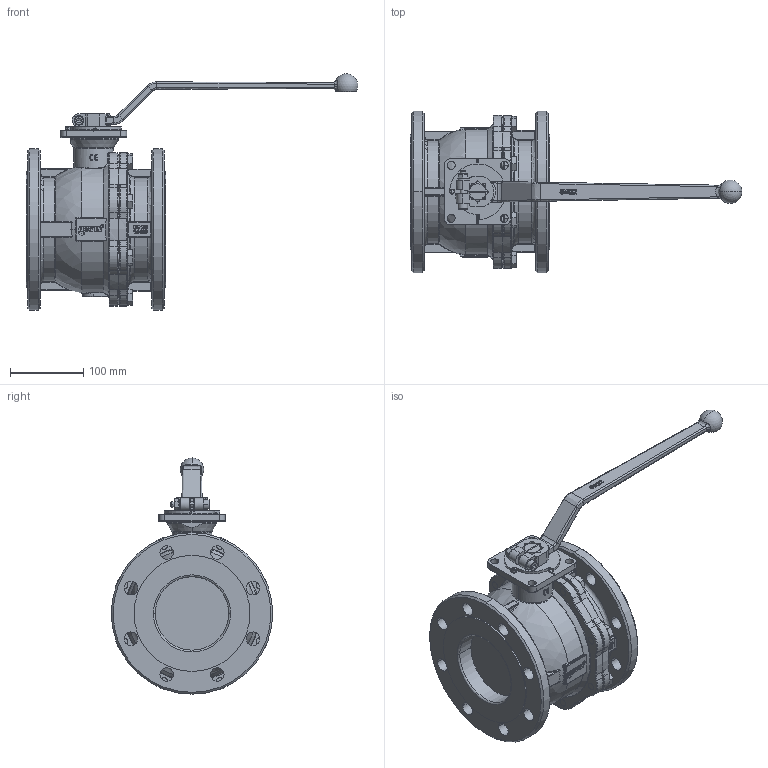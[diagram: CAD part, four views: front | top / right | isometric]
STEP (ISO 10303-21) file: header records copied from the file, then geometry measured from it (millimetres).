
FILE_DESCRIPTION(('HOOPS Exchange Step'),'2;1');
FILE_NAME('FK05_PN16_DN100.stp','2025-07-03T10:33:05+02:00',('nieru'),('Unknown organisation'),'HOOPS Exchange 2024.2','HOOPS Exchange','Unknown authorisation');
FILE_SCHEMA( ('AP203_CONFIGURATION_CONTROLLED_3D_DESIGN_OF_MECHANICAL_PARTS_AND_ASSEMBLIES_MIM_LF') );
Length unit declared in the file: millimetre
Products named in the file (2): 0; root
Assembly tree (1 placements, depth 2):
  root
    0
Bounding box: 452 x 220 x 322 mm (x, y, z)
Volume: 4589761.1 mm3; surface area: 355307.2 mm2
Topology: 1 solids, 1 shells, 1872 faces, 4959 edges, 3097 vertices
Faces by surface type: cylinder 509, bspline 506, plane 454, torus 230, cone 151, sphere 22
Entity records: 76184 total; most frequent: CARTESIAN_POINT 33660, ORIENTED_EDGE 9854, DIRECTION 7234, EDGE_CURVE 4927, VERTEX_POINT 3097, AXIS2_PLACEMENT_3D 2712, EDGE_LOOP 2004, FACE_BOUND 2004
